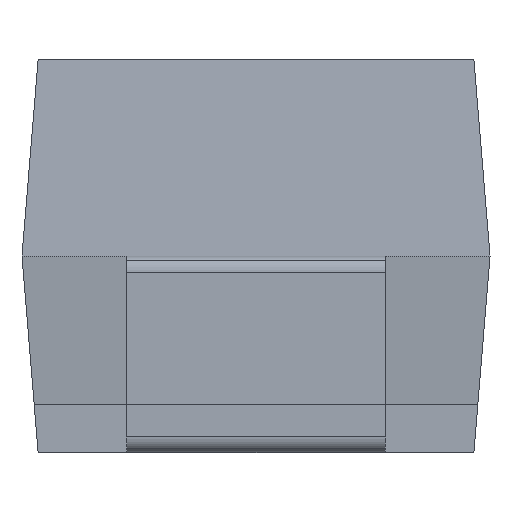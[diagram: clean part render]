
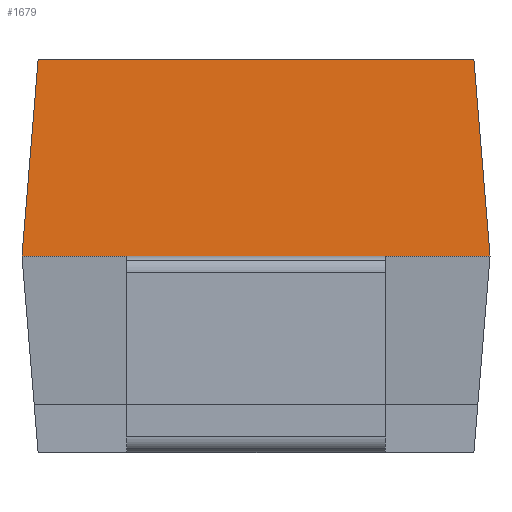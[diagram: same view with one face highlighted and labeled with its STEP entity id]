
A CAD part, left-side view. The second image highlights one B-rep face of the part: STEP entity #1679.
In plain terms, the highlighted planar face has unit normal (-0.997, 0, 0.082).
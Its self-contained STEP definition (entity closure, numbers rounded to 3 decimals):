
#1524=CARTESIAN_POINT('',(-2.2,1.35,2.44));
#1525=VERTEX_POINT('',#1524);
#1532=CARTESIAN_POINT('',(-2.2,-1.35,2.44));
#1533=VERTEX_POINT('',#1532);
#1534=CARTESIAN_POINT('',(-2.2,-1.35,2.44));
#1535=DIRECTION('',(0.0,1.0,0.0));
#1536=VECTOR('',#1535,2.7);
#1537=LINE('',#1534,#1536);
#1538=EDGE_CURVE('',#1533,#1525,#1537,.T.);
#1585=CARTESIAN_POINT('',(-2.3,-1.45,1.22));
#1586=VERTEX_POINT('',#1585);
#1587=CARTESIAN_POINT('',(-2.2,-1.35,2.44));
#1588=DIRECTION('',(-0.081,-0.081,-0.993));
#1589=VECTOR('',#1588,1.228);
#1590=LINE('',#1587,#1589);
#1591=EDGE_CURVE('',#1533,#1586,#1590,.T.);
#1643=CARTESIAN_POINT('',(-2.3,1.45,1.22));
#1644=VERTEX_POINT('',#1643);
#1651=CARTESIAN_POINT('',(-2.3,1.45,1.22));
#1652=DIRECTION('',(0.081,-0.081,0.993));
#1653=VECTOR('',#1652,1.228);
#1654=LINE('',#1651,#1653);
#1655=EDGE_CURVE('',#1644,#1525,#1654,.T.);
#1663=CARTESIAN_POINT('',(-2.25,-0.725,1.83));
#1664=DIRECTION('',(-0.997,0.,0.082));
#1665=DIRECTION('',(0.082,0.0,0.997));
#1666=AXIS2_PLACEMENT_3D('',#1663,#1664,#1665);
#1667=PLANE('',#1666);
#1668=ORIENTED_EDGE('',*,*,#1591,.F.);
#1669=ORIENTED_EDGE('',*,*,#1538,.T.);
#1670=ORIENTED_EDGE('',*,*,#1655,.F.);
#1671=CARTESIAN_POINT('',(-2.3,1.45,1.22));
#1672=DIRECTION('',(0.0,-1.0,0.0));
#1673=VECTOR('',#1672,2.9);
#1674=LINE('',#1671,#1673);
#1675=EDGE_CURVE('',#1644,#1586,#1674,.T.);
#1676=ORIENTED_EDGE('',*,*,#1675,.T.);
#1677=EDGE_LOOP('',(#1668,#1669,#1670,#1676));
#1678=FACE_OUTER_BOUND('',#1677,.T.);
#1679=ADVANCED_FACE('',(#1678),#1667,.T.);
